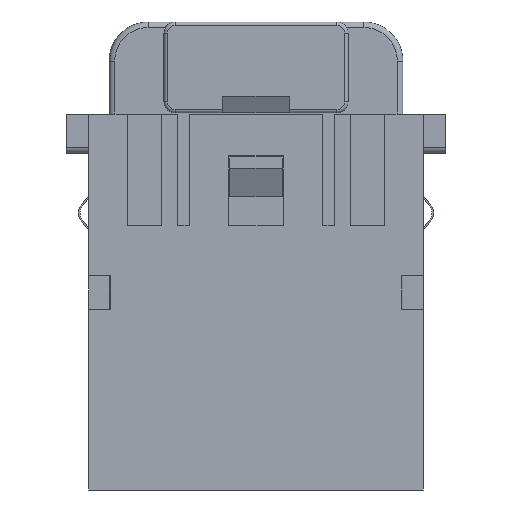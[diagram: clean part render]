
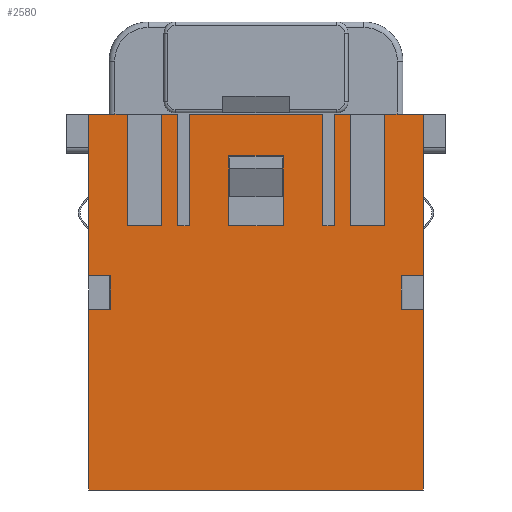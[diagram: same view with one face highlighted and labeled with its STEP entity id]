
A CAD part, left-side view. The second image highlights one B-rep face of the part: STEP entity #2580.
In plain terms, the highlighted planar face has unit normal (-1, 0, 0).
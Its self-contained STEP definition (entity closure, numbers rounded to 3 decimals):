
#10=CARTESIAN_POINT('',(-7.35,36.55,11.175));
#20=DIRECTION('',(1.,0.,-0.));
#30=DIRECTION('',(0.,1.,0.));
#40=AXIS2_PLACEMENT_3D('',#10,#20,#30);
#50=PLANE('',#40);
#60=CARTESIAN_POINT('',(-7.35,0.,-13.178));
#70=DIRECTION('',(0.,1.,0.));
#80=VECTOR('',#70,1.);
#90=LINE('',#60,#80);
#100=CARTESIAN_POINT('',(-7.35,18.95,-13.178));
#110=VERTEX_POINT('',#100);
#120=CARTESIAN_POINT('',(-7.35,23.85,-13.178));
#130=VERTEX_POINT('',#120);
#140=EDGE_CURVE('',#110,#130,#90,.T.);
#150=ORIENTED_EDGE('',*,*,#140,.F.);
#160=CARTESIAN_POINT('',(-7.35,23.85,0.));
#170=DIRECTION('',(0.,0.,1.));
#180=VECTOR('',#170,1.);
#190=LINE('',#160,#180);
#200=CARTESIAN_POINT('',(-7.35,23.85,
-19.427));
#210=VERTEX_POINT('',#200);
#220=EDGE_CURVE('',#210,#130,#190,.T.);
#230=ORIENTED_EDGE('',*,*,#220,.T.);
#240=CARTESIAN_POINT('',(-7.35,0.,-19.427));
#250=DIRECTION('',(0.,1.,0.));
#260=VECTOR('',#250,1.);
#270=LINE('',#240,#260);
#280=CARTESIAN_POINT('',(-7.35,18.95,
-19.427));
#290=VERTEX_POINT('',#280);
#300=EDGE_CURVE('',#290,#210,#270,.T.);
#310=ORIENTED_EDGE('',*,*,#300,.T.);
#320=CARTESIAN_POINT('',(-7.35,18.95,0.));
#330=DIRECTION('',(0.,0.,-1.));
#340=VECTOR('',#330,1.);
#350=LINE('',#320,#340);
#360=EDGE_CURVE('',#110,#290,#350,.T.);
#370=ORIENTED_EDGE('',*,*,#360,.T.);
#380=EDGE_LOOP('',(#370,#310,#230,#150));
#390=FACE_BOUND('',#380,.T.);
#400=CARTESIAN_POINT('',(-7.35,0.,-23.178));
#410=DIRECTION('',(0.,1.,0.));
#420=VECTOR('',#410,1.);
#430=LINE('',#400,#420);
#440=CARTESIAN_POINT('',(-7.35,15.4,
-23.178));
#450=VERTEX_POINT('',#440);
#460=CARTESIAN_POINT('',(-7.35,27.4,
-23.178));
#470=VERTEX_POINT('',#460);
#480=EDGE_CURVE('',#450,#470,#430,.T.);
#490=ORIENTED_EDGE('',*,*,#480,.F.);
#500=CARTESIAN_POINT('',(-7.35,27.4,0.));
#510=DIRECTION('',(0.,0.,1.));
#520=VECTOR('',#510,1.);
#530=LINE('',#500,#520);
#540=CARTESIAN_POINT('',(-7.35,27.4,-13.178));
#550=VERTEX_POINT('',#540);
#560=EDGE_CURVE('',#470,#550,#530,.T.);
#570=ORIENTED_EDGE('',*,*,#560,.F.);
#580=CARTESIAN_POINT('',(-7.35,0.,-13.178));
#590=DIRECTION('',(0.,1.,0.));
#600=VECTOR('',#590,1.);
#610=LINE('',#580,#600);
#620=CARTESIAN_POINT('',(-7.35,28.4,-13.178));
#630=VERTEX_POINT('',#620);
#640=EDGE_CURVE('',#550,#630,#610,.T.);
#650=ORIENTED_EDGE('',*,*,#640,.F.);
#660=CARTESIAN_POINT('',(-7.35,28.4,0.));
#670=DIRECTION('',(0.,0.,-1.));
#680=VECTOR('',#670,1.);
#690=LINE('',#660,#680);
#700=CARTESIAN_POINT('',(-7.35,28.4,-23.178));
#710=VERTEX_POINT('',#700);
#720=EDGE_CURVE('',#630,#710,#690,.T.);
#730=ORIENTED_EDGE('',*,*,#720,.F.);
#740=CARTESIAN_POINT('',(-7.35,0.,-23.178));
#750=DIRECTION('',(0.,1.,0.));
#760=VECTOR('',#750,1.);
#770=LINE('',#740,#760);
#780=CARTESIAN_POINT('',(-7.35,29.85,
-23.178));
#790=VERTEX_POINT('',#780);
#800=EDGE_CURVE('',#710,#790,#770,.T.);
#810=ORIENTED_EDGE('',*,*,#800,.F.);
#820=CARTESIAN_POINT('',(-7.35,29.85,0.));
#830=DIRECTION('',(0.,0.,1.));
#840=VECTOR('',#830,1.);
#850=LINE('',#820,#840);
#860=CARTESIAN_POINT('',(-7.35,29.85,
-13.178));
#870=VERTEX_POINT('',#860);
#880=EDGE_CURVE('',#790,#870,#850,.T.);
#890=ORIENTED_EDGE('',*,*,#880,.F.);
#900=CARTESIAN_POINT('',(-7.35,0.,-13.178));
#910=DIRECTION('',(0.,1.,0.));
#920=VECTOR('',#910,1.);
#930=LINE('',#900,#920);
#940=CARTESIAN_POINT('',(-7.35,32.95,-13.178));
#950=VERTEX_POINT('',#940);
#960=EDGE_CURVE('',#870,#950,#930,.T.);
#970=ORIENTED_EDGE('',*,*,#960,.F.);
#980=CARTESIAN_POINT('',(-7.35,32.95,0.));
#990=DIRECTION('',(0.,0.,-1.));
#1000=VECTOR('',#990,1.);
#1010=LINE('',#980,#1000);
#1020=CARTESIAN_POINT('',(-7.35,32.95,-23.178));
#1030=VERTEX_POINT('',#1020);
#1040=EDGE_CURVE('',#950,#1030,#1010,.T.);
#1050=ORIENTED_EDGE('',*,*,#1040,.F.);
#1060=CARTESIAN_POINT('',(-7.35,36.4,-23.178));
#1070=VERTEX_POINT('',#1060);
#1080=EDGE_CURVE('',#1030,#1070,#770,.T.);
#1090=ORIENTED_EDGE('',*,*,#1080,.F.);
#1100=CARTESIAN_POINT('',(-7.35,36.4,0.));
#1110=DIRECTION('',(0.,0.,1.));
#1120=VECTOR('',#1110,1.);
#1130=LINE('',#1100,#1120);
#1140=CARTESIAN_POINT('',(-7.35,36.4,-8.678));
#1150=VERTEX_POINT('',#1140);
#1160=EDGE_CURVE('',#1070,#1150,#1130,.T.);
#1170=ORIENTED_EDGE('',*,*,#1160,.F.);
#1180=CARTESIAN_POINT('',(-7.35,0.,-8.677));
#1190=DIRECTION('',(0.,1.,0.));
#1200=VECTOR('',#1190,1.);
#1210=LINE('',#1180,#1200);
#1220=CARTESIAN_POINT('',(-7.35,34.4,
-8.678));
#1230=VERTEX_POINT('',#1220);
#1240=EDGE_CURVE('',#1230,#1150,#1210,.T.);
#1250=ORIENTED_EDGE('',*,*,#1240,.T.);
#1260=CARTESIAN_POINT('',(-7.35,34.4,0.));
#1270=DIRECTION('',(0.,0.,-1.));
#1280=VECTOR('',#1270,1.);
#1290=LINE('',#1260,#1280);
#1300=CARTESIAN_POINT('',(-7.35,34.4,-5.678));
#1310=VERTEX_POINT('',#1300);
#1320=EDGE_CURVE('',#1310,#1230,#1290,.T.);
#1330=ORIENTED_EDGE('',*,*,#1320,.T.);
#1340=CARTESIAN_POINT('',(-7.35,0.,-5.677));
#1350=DIRECTION('',(0.,-1.,0.));
#1360=VECTOR('',#1350,1.);
#1370=LINE('',#1340,#1360);
#1380=CARTESIAN_POINT('',(-7.35,36.4,-5.678));
#1390=VERTEX_POINT('',#1380);
#1400=EDGE_CURVE('',#1390,#1310,#1370,.T.);
#1410=ORIENTED_EDGE('',*,*,#1400,.T.);
#1420=CARTESIAN_POINT('',(-7.35,36.4,0.));
#1430=DIRECTION('',(0.,0.,1.));
#1440=VECTOR('',#1430,1.);
#1450=LINE('',#1420,#1440);
#1460=CARTESIAN_POINT('',(-7.35,36.4,10.522));
#1470=VERTEX_POINT('',#1460);
#1480=EDGE_CURVE('',#1390,#1470,#1450,.T.);
#1490=ORIENTED_EDGE('',*,*,#1480,.F.);
#1500=CARTESIAN_POINT('',(-7.35,0.,10.522));
#1510=DIRECTION('',(0.,1.,0.));
#1520=VECTOR('',#1510,1.);
#1530=LINE('',#1500,#1520);
#1540=CARTESIAN_POINT('',(-7.35,6.4,10.522));
#1550=VERTEX_POINT('',#1540);
#1560=EDGE_CURVE('',#1550,#1470,#1530,.T.);
#1570=ORIENTED_EDGE('',*,*,#1560,.T.);
#1580=CARTESIAN_POINT('',(-7.35,6.4,0.));
#1590=DIRECTION('',(0.,0.,-1.));
#1600=VECTOR('',#1590,1.);
#1610=LINE('',#1580,#1600);
#1620=CARTESIAN_POINT('',(-7.35,6.4,
-5.677));
#1630=VERTEX_POINT('',#1620);
#1640=EDGE_CURVE('',#1550,#1630,#1610,.T.);
#1650=ORIENTED_EDGE('',*,*,#1640,.F.);
#1660=CARTESIAN_POINT('',(-7.35,0.,-5.677));
#1670=DIRECTION('',(0.,1.,0.));
#1680=VECTOR('',#1670,1.);
#1690=LINE('',#1660,#1680);
#1700=CARTESIAN_POINT('',(-7.35,8.4,
-5.677));
#1710=VERTEX_POINT('',#1700);
#1720=EDGE_CURVE('',#1630,#1710,#1690,.T.);
#1730=ORIENTED_EDGE('',*,*,#1720,.F.);
#1740=CARTESIAN_POINT('',(-7.35,8.4,0.));
#1750=DIRECTION('',(0.,0.,-1.));
#1760=VECTOR('',#1750,1.);
#1770=LINE('',#1740,#1760);
#1780=CARTESIAN_POINT('',(-7.35,8.4,
-8.678));
#1790=VERTEX_POINT('',#1780);
#1800=EDGE_CURVE('',#1710,#1790,#1770,.T.);
#1810=ORIENTED_EDGE('',*,*,#1800,.F.);
#1820=CARTESIAN_POINT('',(-7.35,0.,-8.677));
#1830=DIRECTION('',(0.,-1.,0.));
#1840=VECTOR('',#1830,1.);
#1850=LINE('',#1820,#1840);
#1860=CARTESIAN_POINT('',(-7.35,6.4,
-8.678));
#1870=VERTEX_POINT('',#1860);
#1880=EDGE_CURVE('',#1790,#1870,#1850,.T.);
#1890=ORIENTED_EDGE('',*,*,#1880,.F.);
#1900=CARTESIAN_POINT('',(-7.35,6.4,0.));
#1910=DIRECTION('',(0.,0.,1.));
#1920=VECTOR('',#1910,1.);
#1930=LINE('',#1900,#1920);
#1940=CARTESIAN_POINT('',(-7.35,6.4,
-23.178));
#1950=VERTEX_POINT('',#1940);
#1960=EDGE_CURVE('',#1950,#1870,#1930,.T.);
#1970=ORIENTED_EDGE('',*,*,#1960,.T.);
#1980=CARTESIAN_POINT('',(-7.35,0.,-23.178));
#1990=DIRECTION('',(0.,1.,0.));
#2000=VECTOR('',#1990,1.);
#2010=LINE('',#1980,#2000);
#2020=CARTESIAN_POINT('',(-7.35,9.85,
-23.178));
#2030=VERTEX_POINT('',#2020);
#2040=EDGE_CURVE('',#1950,#2030,#2010,.T.);
#2050=ORIENTED_EDGE('',*,*,#2040,.F.);
#2060=CARTESIAN_POINT('',(-7.35,9.85,0.));
#2070=DIRECTION('',(0.,0.,1.));
#2080=VECTOR('',#2070,1.);
#2090=LINE('',#2060,#2080);
#2100=CARTESIAN_POINT('',(-7.35,9.85,
-13.178));
#2110=VERTEX_POINT('',#2100);
#2120=EDGE_CURVE('',#2030,#2110,#2090,.T.);
#2130=ORIENTED_EDGE('',*,*,#2120,.F.);
#2140=CARTESIAN_POINT('',(-7.35,0.,-13.178));
#2150=DIRECTION('',(0.,1.,0.));
#2160=VECTOR('',#2150,1.);
#2170=LINE('',#2140,#2160);
#2180=CARTESIAN_POINT('',(-7.35,12.95,-13.178));
#2190=VERTEX_POINT('',#2180);
#2200=EDGE_CURVE('',#2110,#2190,#2170,.T.);
#2210=ORIENTED_EDGE('',*,*,#2200,.F.);
#2220=CARTESIAN_POINT('',(-7.35,12.95,0.));
#2230=DIRECTION('',(0.,0.,-1.));
#2240=VECTOR('',#2230,1.);
#2250=LINE('',#2220,#2240);
#2260=CARTESIAN_POINT('',(-7.35,12.95,-23.178));
#2270=VERTEX_POINT('',#2260);
#2280=EDGE_CURVE('',#2190,#2270,#2250,.T.);
#2290=ORIENTED_EDGE('',*,*,#2280,.F.);
#2300=CARTESIAN_POINT('',(-7.35,14.4,-23.178));
#2310=VERTEX_POINT('',#2300);
#2320=EDGE_CURVE('',#2270,#2310,#2010,.T.);
#2330=ORIENTED_EDGE('',*,*,#2320,.F.);
#2340=CARTESIAN_POINT('',(-7.35,14.4,0.));
#2350=DIRECTION('',(0.,0.,1.));
#2360=VECTOR('',#2350,1.);
#2370=LINE('',#2340,#2360);
#2380=CARTESIAN_POINT('',(-7.35,14.4,-13.178));
#2390=VERTEX_POINT('',#2380);
#2400=EDGE_CURVE('',#2310,#2390,#2370,.T.);
#2410=ORIENTED_EDGE('',*,*,#2400,.F.);
#2420=CARTESIAN_POINT('',(-7.35,0.,-13.178));
#2430=DIRECTION('',(0.,1.,0.));
#2440=VECTOR('',#2430,1.);
#2450=LINE('',#2420,#2440);
#2460=CARTESIAN_POINT('',(-7.35,15.4,-13.178));
#2470=VERTEX_POINT('',#2460);
#2480=EDGE_CURVE('',#2390,#2470,#2450,.T.);
#2490=ORIENTED_EDGE('',*,*,#2480,.F.);
#2500=CARTESIAN_POINT('',(-7.35,15.4,0.));
#2510=DIRECTION('',(0.,0.,1.));
#2520=VECTOR('',#2510,1.);
#2530=LINE('',#2500,#2520);
#2540=EDGE_CURVE('',#450,#2470,#2530,.T.);
#2550=ORIENTED_EDGE('',*,*,#2540,.T.);
#2560=EDGE_LOOP('',(#2550,#2490,#2410,#2330,#2290,#2210,#2130,#2050,
#1970,#1890,#1810,#1730,#1650,#1570,#1490,#1410,#1330,#1250,#1170,#1090,
#1050,#970,#890,#810,#730,#650,#570,#490));
#2570=FACE_OUTER_BOUND('',#2560,.T.);
#2580=ADVANCED_FACE('',(#390,#2570),#50,.F.);
